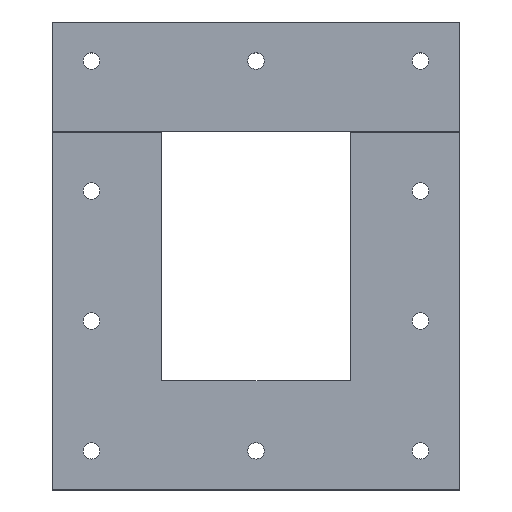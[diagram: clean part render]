
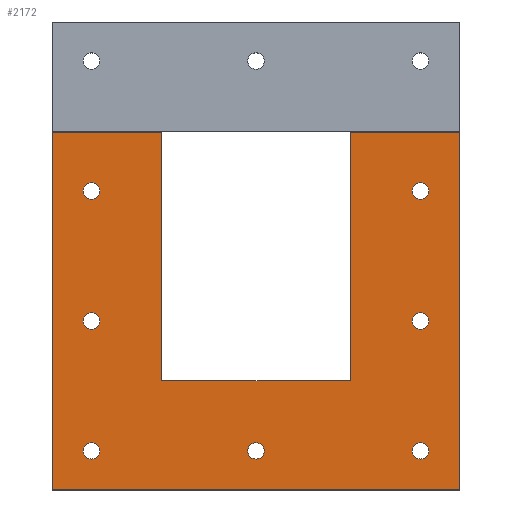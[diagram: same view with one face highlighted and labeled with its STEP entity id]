
A CAD part, top view. The second image highlights one B-rep face of the part: STEP entity #2172.
In plain terms, the highlighted planar face has unit normal (0, 0, 1).
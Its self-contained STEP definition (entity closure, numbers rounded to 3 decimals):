
#185=FACE_BOUND('',#516,.T.);
#186=FACE_BOUND('',#517,.T.);
#187=FACE_BOUND('',#518,.T.);
#188=FACE_BOUND('',#519,.T.);
#189=FACE_BOUND('',#520,.T.);
#190=FACE_BOUND('',#521,.T.);
#191=FACE_BOUND('',#522,.T.);
#273=CIRCLE('',#2493,5.25);
#274=CIRCLE('',#2494,5.25);
#275=CIRCLE('',#2495,5.25);
#276=CIRCLE('',#2496,5.25);
#277=CIRCLE('',#2497,5.25);
#278=CIRCLE('',#2498,5.25);
#279=CIRCLE('',#2499,5.25);
#380=FACE_OUTER_BOUND('',#515,.T.);
#515=EDGE_LOOP('',(#1635,#1636,#1637,#1638,#1639,#1640,#1641,#1642));
#516=EDGE_LOOP('',(#1643));
#517=EDGE_LOOP('',(#1644));
#518=EDGE_LOOP('',(#1645));
#519=EDGE_LOOP('',(#1646));
#520=EDGE_LOOP('',(#1647));
#521=EDGE_LOOP('',(#1648));
#522=EDGE_LOOP('',(#1649));
#711=LINE('',#3479,#883);
#716=LINE('',#3489,#888);
#719=LINE('',#3496,#891);
#730=LINE('',#3518,#902);
#731=LINE('',#3520,#903);
#732=LINE('',#3522,#904);
#733=LINE('',#3523,#905);
#734=LINE('',#3524,#906);
#883=VECTOR('',#2824,10.);
#888=VECTOR('',#2831,10.);
#891=VECTOR('',#2836,10.);
#902=VECTOR('',#2855,10.);
#903=VECTOR('',#2856,10.);
#904=VECTOR('',#2857,10.);
#905=VECTOR('',#2858,10.);
#906=VECTOR('',#2859,10.);
#1061=VERTEX_POINT('',#3477);
#1062=VERTEX_POINT('',#3478);
#1065=VERTEX_POINT('',#3486);
#1066=VERTEX_POINT('',#3488);
#1068=VERTEX_POINT('',#3494);
#1069=VERTEX_POINT('',#3495);
#1077=VERTEX_POINT('',#3519);
#1078=VERTEX_POINT('',#3521);
#1079=VERTEX_POINT('',#3525);
#1080=VERTEX_POINT('',#3527);
#1081=VERTEX_POINT('',#3529);
#1082=VERTEX_POINT('',#3531);
#1083=VERTEX_POINT('',#3533);
#1084=VERTEX_POINT('',#3535);
#1085=VERTEX_POINT('',#3537);
#1271=EDGE_CURVE('',#1061,#1062,#711,.T.);
#1276=EDGE_CURVE('',#1066,#1065,#716,.T.);
#1279=EDGE_CURVE('',#1068,#1069,#719,.T.);
#1292=EDGE_CURVE('',#1065,#1068,#730,.T.);
#1293=EDGE_CURVE('',#1069,#1077,#731,.T.);
#1294=EDGE_CURVE('',#1077,#1078,#732,.T.);
#1295=EDGE_CURVE('',#1078,#1061,#733,.T.);
#1296=EDGE_CURVE('',#1062,#1066,#734,.T.);
#1297=EDGE_CURVE('',#1079,#1079,#273,.T.);
#1298=EDGE_CURVE('',#1080,#1080,#274,.T.);
#1299=EDGE_CURVE('',#1081,#1081,#275,.T.);
#1300=EDGE_CURVE('',#1082,#1082,#276,.T.);
#1301=EDGE_CURVE('',#1083,#1083,#277,.T.);
#1302=EDGE_CURVE('',#1084,#1084,#278,.T.);
#1303=EDGE_CURVE('',#1085,#1085,#279,.T.);
#1635=ORIENTED_EDGE('',*,*,#1276,.T.);
#1636=ORIENTED_EDGE('',*,*,#1292,.T.);
#1637=ORIENTED_EDGE('',*,*,#1279,.T.);
#1638=ORIENTED_EDGE('',*,*,#1293,.T.);
#1639=ORIENTED_EDGE('',*,*,#1294,.T.);
#1640=ORIENTED_EDGE('',*,*,#1295,.T.);
#1641=ORIENTED_EDGE('',*,*,#1271,.T.);
#1642=ORIENTED_EDGE('',*,*,#1296,.T.);
#1643=ORIENTED_EDGE('',*,*,#1297,.T.);
#1644=ORIENTED_EDGE('',*,*,#1298,.T.);
#1645=ORIENTED_EDGE('',*,*,#1299,.T.);
#1646=ORIENTED_EDGE('',*,*,#1300,.T.);
#1647=ORIENTED_EDGE('',*,*,#1301,.T.);
#1648=ORIENTED_EDGE('',*,*,#1302,.T.);
#1649=ORIENTED_EDGE('',*,*,#1303,.T.);
#2096=PLANE('',#2492);
#2172=ADVANCED_FACE('',(#380,#185,#186,#187,#188,#189,#190,#191),#2096,
 .T.);
#2492=AXIS2_PLACEMENT_3D('',#3517,#2853,#2854);
#2493=AXIS2_PLACEMENT_3D('',#3526,#2860,#2861);
#2494=AXIS2_PLACEMENT_3D('',#3528,#2862,#2863);
#2495=AXIS2_PLACEMENT_3D('',#3530,#2864,#2865);
#2496=AXIS2_PLACEMENT_3D('',#3532,#2866,#2867);
#2497=AXIS2_PLACEMENT_3D('',#3534,#2868,#2869);
#2498=AXIS2_PLACEMENT_3D('',#3536,#2870,#2871);
#2499=AXIS2_PLACEMENT_3D('',#3538,#2872,#2873);
#2824=DIRECTION('',(0.,1.,0.));
#2831=DIRECTION('',(0.,-1.,0.));
#2836=DIRECTION('',(0.,1.,0.));
#2853=DIRECTION('center_axis',(0.,0.,1.));
#2854=DIRECTION('ref_axis',(1.,0.,0.));
#2855=DIRECTION('',(1.,0.,0.));
#2856=DIRECTION('',(-1.,0.,0.));
#2857=DIRECTION('',(0.,-1.,0.));
#2858=DIRECTION('',(-1.,0.,0.));
#2859=DIRECTION('',(-1.,0.,0.));
#2860=DIRECTION('center_axis',(0.,0.,-1.));
#2861=DIRECTION('ref_axis',(1.,0.,0.));
#2862=DIRECTION('center_axis',(0.,0.,-1.));
#2863=DIRECTION('ref_axis',(1.,0.,0.));
#2864=DIRECTION('center_axis',(0.,0.,-1.));
#2865=DIRECTION('ref_axis',(1.,0.,0.));
#2866=DIRECTION('center_axis',(0.,0.,-1.));
#2867=DIRECTION('ref_axis',(1.,0.,0.));
#2868=DIRECTION('center_axis',(0.,0.,-1.));
#2869=DIRECTION('ref_axis',(1.,0.,0.));
#2870=DIRECTION('center_axis',(0.,0.,-1.));
#2871=DIRECTION('ref_axis',(1.,0.,0.));
#2872=DIRECTION('center_axis',(0.,0.,-1.));
#2873=DIRECTION('ref_axis',(1.,0.,0.));
#3477=CARTESIAN_POINT('',(-60.25,-79.75,0.));
#3478=CARTESIAN_POINT('',(-60.25,79.25,0.));
#3479=CARTESIAN_POINT('',(-60.25,-39.875,0.));
#3486=CARTESIAN_POINT('',(-130.25,-149.75,0.));
#3488=CARTESIAN_POINT('',(-130.25,79.25,0.));
#3489=CARTESIAN_POINT('',(-130.25,149.75,0.));
#3494=CARTESIAN_POINT('',(130.25,-149.75,0.));
#3495=CARTESIAN_POINT('',(130.25,79.25,0.));
#3496=CARTESIAN_POINT('',(130.25,-149.75,0.));
#3517=CARTESIAN_POINT('Origin',(0.,0.,
0.));
#3518=CARTESIAN_POINT('',(-130.25,-149.75,0.));
#3519=CARTESIAN_POINT('',(60.25,79.25,0.));
#3520=CARTESIAN_POINT('',(65.125,79.25,0.));
#3521=CARTESIAN_POINT('',(60.25,-79.75,0.));
#3522=CARTESIAN_POINT('',(60.25,39.875,0.));
#3523=CARTESIAN_POINT('',(30.125,-79.75,0.));
#3524=CARTESIAN_POINT('',(65.125,79.25,0.));
#3525=CARTESIAN_POINT('',(-110.5,-124.75,0.));
#3526=CARTESIAN_POINT('Origin',(-105.25,-124.75,0.));
#3527=CARTESIAN_POINT('',(-110.5,-41.583,0.));
#3528=CARTESIAN_POINT('Origin',(-105.25,-41.583,0.));
#3529=CARTESIAN_POINT('',(-110.5,41.583,0.));
#3530=CARTESIAN_POINT('Origin',(-105.25,41.583,0.));
#3531=CARTESIAN_POINT('',(-5.25,-124.75,0.));
#3532=CARTESIAN_POINT('Origin',(0.,-124.75,0.));
#3533=CARTESIAN_POINT('',(100.,-124.75,0.));
#3534=CARTESIAN_POINT('Origin',(105.25,-124.75,0.));
#3535=CARTESIAN_POINT('',(100.,41.583,0.));
#3536=CARTESIAN_POINT('Origin',(105.25,41.583,0.));
#3537=CARTESIAN_POINT('',(100.,-41.583,0.));
#3538=CARTESIAN_POINT('Origin',(105.25,-41.583,0.));
